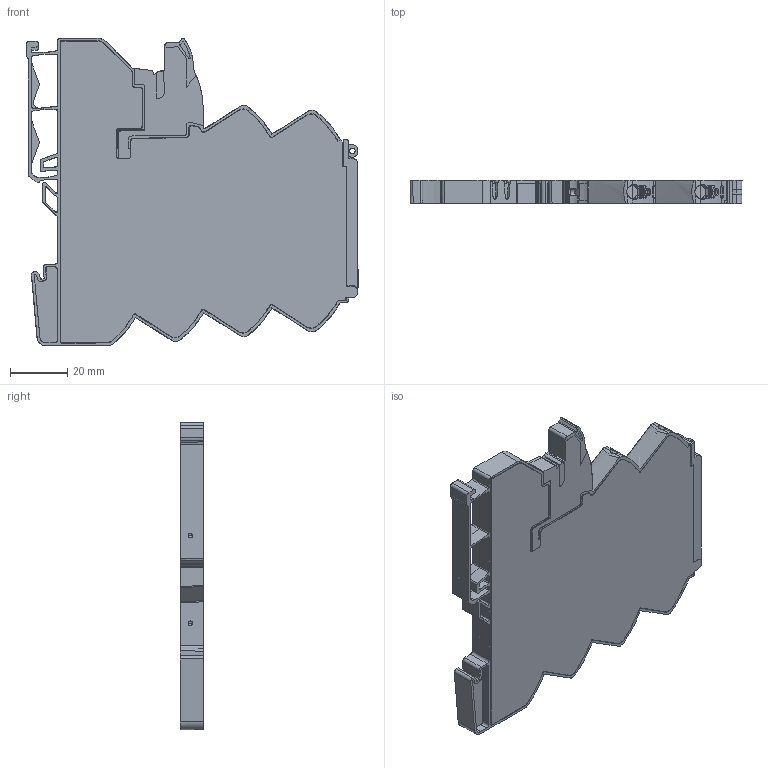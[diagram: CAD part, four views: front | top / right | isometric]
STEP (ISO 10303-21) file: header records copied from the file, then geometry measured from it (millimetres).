
FILE_DESCRIPTION (( 'STEP AP214' ), '1' );
FILE_NAME ('GECP-0V-TERM.STEP', '2022-10-14T14:11:33', ( '' ), ( '' ), 'SwSTEP 2.0', 'SolidWorks 2021', '' );
FILE_SCHEMA (( 'AUTOMOTIVE_DESIGN' ));
Length unit declared in the file: inch
Products named in the file (1): GECP-0V-TERM
Bounding box: 116 x 8.1 x 107.42 mm (x, y, z)
Volume: 71122.1 mm3; surface area: 30108 mm2
Topology: 1 solids, 1 shells, 1170 faces, 3397 edges, 2231 vertices
Faces by surface type: plane 546, cylinder 466, bspline 104, cone 50, torus 4
Entity records: 54201 total; most frequent: CARTESIAN_POINT 25029, ORIENTED_EDGE 6794, DIRECTION 5107, EDGE_CURVE 3397, VERTEX_POINT 2231, VECTOR 1919, LINE 1919, AXIS2_PLACEMENT_3D 1594
